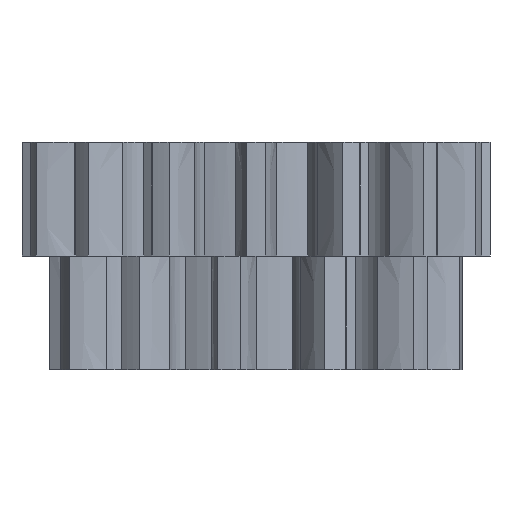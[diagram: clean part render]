
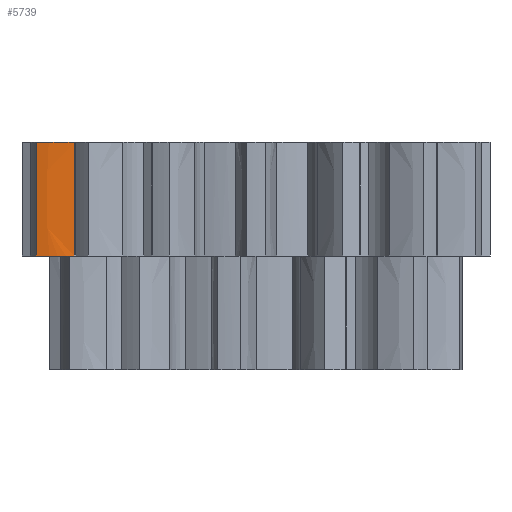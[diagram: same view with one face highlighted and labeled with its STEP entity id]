
A CAD part, left-side view. The second image highlights one B-rep face of the part: STEP entity #5739.
In plain terms, the highlighted face is a extrusion surface.
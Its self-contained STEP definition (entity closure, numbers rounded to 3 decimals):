
#304=CARTESIAN_POINT('',(-3.581,9.679,5.));
#305=CARTESIAN_POINT('',(-3.61,9.514,5.));
#306=CARTESIAN_POINT('',(-3.663,9.081,5.));
#307=CARTESIAN_POINT('',(-3.654,8.641,5.));
#308=CARTESIAN_POINT('',(-3.621,8.368,5.));
#766=CARTESIAN_POINT('',(-3.559,7.993,5.));
#767=CARTESIAN_POINT('',(-3.585,8.119,5.));
#768=CARTESIAN_POINT('',(-3.606,8.244,5.));
#769=CARTESIAN_POINT('',(-3.621,8.368,5.));
#2170=CARTESIAN_POINT('',(-3.581,9.679,10.));
#2171=CARTESIAN_POINT('',(-3.61,9.514,10.));
#2172=CARTESIAN_POINT('',(-3.678,8.96,10.));
#2173=CARTESIAN_POINT('',(-3.643,8.393,10.));
#2174=CARTESIAN_POINT('',(-3.559,7.993,10.));
#2457=DIRECTION('',(0.,0.,1.));
#2458=VECTOR('',#2457,5.);
#2459=CARTESIAN_POINT('',(-3.581,9.679,5.));
#2460=LINE('',#2459,#2458);
#2461=DIRECTION('',(0.,0.,1.));
#2462=VECTOR('',#2461,5.);
#2463=CARTESIAN_POINT('',(-3.559,7.993,5.));
#2464=LINE('',#2463,#2462);
#2830=CARTESIAN_POINT('',(-3.581,9.679,5.));
#2831=VERTEX_POINT('',#2830);
#2834=CARTESIAN_POINT('',(-3.581,9.679,10.));
#2835=VERTEX_POINT('',#2834);
#2836=VERTEX_POINT('',#2174);
#2837=VERTEX_POINT('',#766);
#2838=VERTEX_POINT('',#769);
#5720=CARTESIAN_POINT('',(-3.546,7.935,5.));
#5721=CARTESIAN_POINT('',(-3.551,7.954,5.));
#5722=CARTESIAN_POINT('',(-3.642,8.374,5.));
#5723=CARTESIAN_POINT('',(-3.678,8.96,5.));
#5724=CARTESIAN_POINT('',(-3.608,9.534,5.));
#5725=CARTESIAN_POINT('',(-3.574,9.719,5.));
#5726=CARTESIAN_POINT('',(-3.57,9.738,5.));
#5728=DIRECTION('',(0.,0.,1.));
#5729=VECTOR('',#5728,1.);
#5730=SURFACE_OF_LINEAR_EXTRUSION('',#5727,#5729);
#5731=ORIENTED_EDGE('',*,*,#3891,.T.);
#5732=ORIENTED_EDGE('',*,*,#3486,.F.);
#5733=ORIENTED_EDGE('',*,*,#5715,.T.);
#5734=ORIENTED_EDGE('',*,*,#5348,.T.);
#5736=ORIENTED_EDGE('',*,*,#5735,.F.);
#5737=EDGE_LOOP('',(#5731,#5732,#5733,#5734,#5736));
#5738=FACE_OUTER_BOUND('',#5737,.F.);
#5739=ADVANCED_FACE('',(#5738),#5730,.F.);
#309=B_SPLINE_CURVE_WITH_KNOTS('',3,(#304,#305,#306,#307,#308),.UNSPECIFIED.,
.F.,.F.,(4,1,4),(0.,0.384,1.),.UNSPECIFIED.);
#770=B_SPLINE_CURVE_WITH_KNOTS('',3,(#766,#767,#768,#769),.UNSPECIFIED.,.F.,.F.,
(4,4),(0.,1.),.UNSPECIFIED.);
#2175=B_SPLINE_CURVE_WITH_KNOTS('',3,(#2170,#2171,#2172,#2173,#2174),
.UNSPECIFIED.,.F.,.F.,(4,1,4),(0.,0.3,1.),.UNSPECIFIED.);
#3486=EDGE_CURVE('',#2831,#2838,#309,.T.);
#3891=EDGE_CURVE('',#2837,#2838,#770,.T.);
#5348=EDGE_CURVE('',#2835,#2836,#2175,.T.);
#5715=EDGE_CURVE('',#2831,#2835,#2460,.T.);
#5727=B_SPLINE_CURVE_WITH_KNOTS('',3,(#5720,#5721,#5722,#5723,#5724,#5725,
#5726),.UNSPECIFIED.,.F.,.F.,(4,1,1,1,4),(0.,0.032,
0.687,0.966,1.),.UNSPECIFIED.);
#5735=EDGE_CURVE('',#2837,#2836,#2464,.T.);
